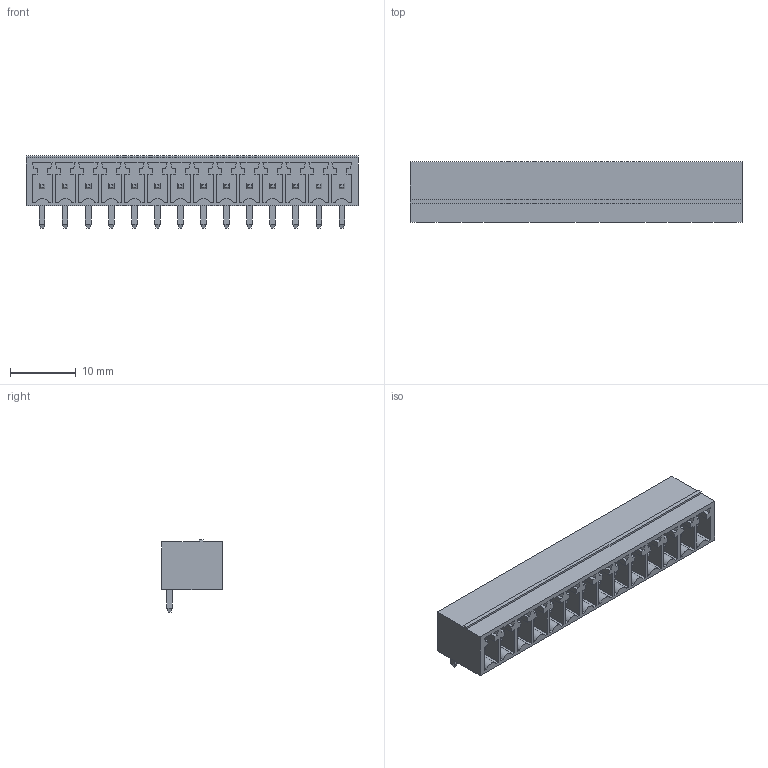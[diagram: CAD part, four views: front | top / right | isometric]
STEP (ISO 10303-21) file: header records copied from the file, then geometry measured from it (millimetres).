
FILE_DESCRIPTION(/* description */ ('model of PhoenixContact_MC-G_14x3.50mm_Angled.'),/* implementation_level */ FILE_NAME(/* name */ 'PhoenixContact_MC-G_14x3.50mm_Angled..stp',/* time_stamp */ '2017-02-23T21:21:43',/* author */ ('Rene Poeschl',''),/* organization */ (''),/* preprocessor_version */ '',/* originating_system */ '',/* authorisation */ '');
FILE_NAME(/* name */ 'PhoenixContact_MC-G_14x3.50mm_Angled..stp',/* time_stamp */ '2017-02-23T21:21:43',/* author */ ('Rene Poeschl',''),/* organization */ (''),/* preprocessor_version */ '',/* originating_system */ '',/* authorisation */ '');
FILE_SCHEMA(('AUTOMOTIVE_DESIGN_CC2 { 1 2 10303 214 -1 1 5 4 }'));
Length unit declared in the file: millimetre
Products named in the file (1): MC_01x14_G_3_5mm
Bounding box: 50.4 x 9.2 x 10.95 mm (x, y, z)
Volume: 2011.9 mm3; surface area: 4148.7 mm2
Topology: 1 solids, 1 shells, 472 faces, 1172 edges, 744 vertices
Faces by surface type: plane 458, cylinder 14
Entity records: 31959 total; most frequent: CARTESIAN_POINT 5041, DIRECTION 4252, LINE 3236, VECTOR 3236, ORIENTED_EDGE 2344, PCURVE 2344, DEFINITIONAL_REPRESENTATION 2344, EDGE_CURVE 1172
